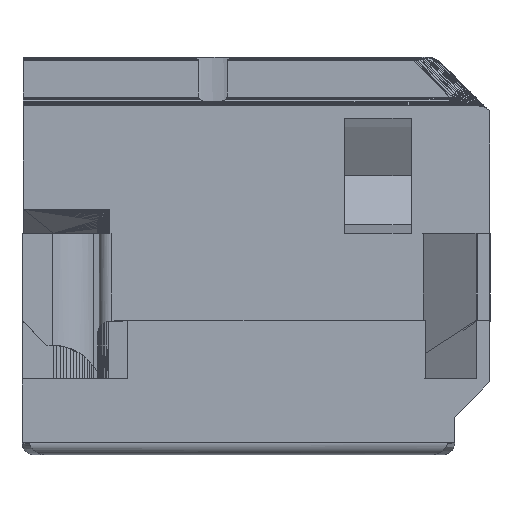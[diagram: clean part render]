
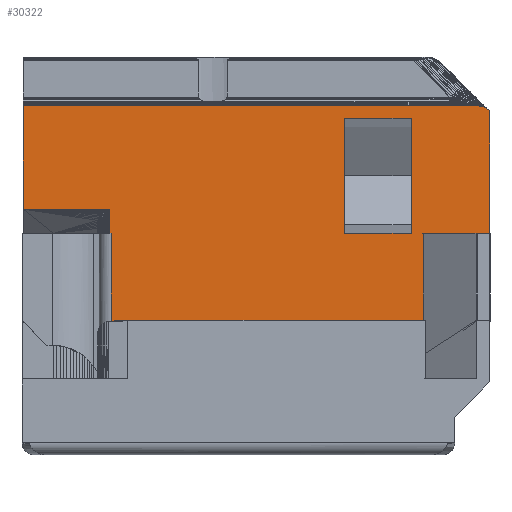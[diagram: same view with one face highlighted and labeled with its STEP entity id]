
A CAD part, front view. The second image highlights one B-rep face of the part: STEP entity #30322.
In plain terms, the highlighted planar face has unit normal (0, -1, 0).
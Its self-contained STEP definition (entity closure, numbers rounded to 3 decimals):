
#35=FACE_BOUND('',#2675,.T.);
#222=FACE_OUTER_BOUND('',#2674,.T.);
#2674=EDGE_LOOP('',(#19672,#19673,#19674,#19675,#19676,#19677,#19678,#19679,
#19680,#19681,#19682,#19683,#19684,#19685,#19686,#19687,#19688,#19689,#19690,
#19691,#19692));
#2675=EDGE_LOOP('',(#19693,#19694,#19695,#19696));
#5147=LINE('',#44487,#9275);
#5171=LINE('',#44566,#9299);
#5179=LINE('',#44588,#9307);
#5247=LINE('',#44733,#9375);
#5252=LINE('',#44744,#9380);
#5253=LINE('',#44746,#9381);
#5254=LINE('',#44748,#9382);
#5255=LINE('',#44750,#9383);
#5256=LINE('',#44752,#9384);
#5257=LINE('',#44754,#9385);
#5258=LINE('',#44756,#9386);
#5259=LINE('',#44758,#9387);
#5260=LINE('',#44760,#9388);
#5261=LINE('',#44762,#9389);
#5262=LINE('',#44764,#9390);
#5263=LINE('',#44766,#9391);
#5264=LINE('',#44768,#9392);
#5265=LINE('',#44770,#9393);
#5266=LINE('',#44771,#9394);
#5267=LINE('',#44773,#9395);
#5268=LINE('',#44774,#9396);
#5269=LINE('',#44777,#9397);
#5270=LINE('',#44779,#9398);
#5271=LINE('',#44781,#9399);
#5272=LINE('',#44782,#9400);
#9275=VECTOR('',#35344,10.);
#9299=VECTOR('',#35406,10.);
#9307=VECTOR('',#35420,10.);
#9375=VECTOR('',#35520,10.);
#9380=VECTOR('',#35533,10.);
#9381=VECTOR('',#35534,10.);
#9382=VECTOR('',#35535,10.);
#9383=VECTOR('',#35536,10.);
#9384=VECTOR('',#35537,10.);
#9385=VECTOR('',#35538,10.);
#9386=VECTOR('',#35539,10.);
#9387=VECTOR('',#35540,10.);
#9388=VECTOR('',#35541,10.);
#9389=VECTOR('',#35542,10.);
#9390=VECTOR('',#35543,10.);
#9391=VECTOR('',#35544,10.);
#9392=VECTOR('',#35545,10.);
#9393=VECTOR('',#35546,10.);
#9394=VECTOR('',#35547,10.);
#9395=VECTOR('',#35548,10.);
#9396=VECTOR('',#35549,10.);
#9397=VECTOR('',#35550,10.);
#9398=VECTOR('',#35551,10.);
#9399=VECTOR('',#35552,10.);
#9400=VECTOR('',#35553,10.);
#13392=VERTEX_POINT('',#44485);
#13393=VERTEX_POINT('',#44486);
#13413=VERTEX_POINT('',#44565);
#13423=VERTEX_POINT('',#44585);
#13424=VERTEX_POINT('',#44587);
#13480=VERTEX_POINT('',#44730);
#13481=VERTEX_POINT('',#44732);
#13484=VERTEX_POINT('',#44745);
#13485=VERTEX_POINT('',#44747);
#13486=VERTEX_POINT('',#44749);
#13487=VERTEX_POINT('',#44751);
#13488=VERTEX_POINT('',#44753);
#13489=VERTEX_POINT('',#44755);
#13490=VERTEX_POINT('',#44757);
#13491=VERTEX_POINT('',#44759);
#13492=VERTEX_POINT('',#44761);
#13493=VERTEX_POINT('',#44763);
#13494=VERTEX_POINT('',#44765);
#13495=VERTEX_POINT('',#44767);
#13496=VERTEX_POINT('',#44769);
#13497=VERTEX_POINT('',#44772);
#13498=VERTEX_POINT('',#44775);
#13499=VERTEX_POINT('',#44776);
#13500=VERTEX_POINT('',#44778);
#13501=VERTEX_POINT('',#44780);
#15201=EDGE_CURVE('',#13392,#13393,#5147,.T.);
#15236=EDGE_CURVE('',#13393,#13413,#5171,.T.);
#15247=EDGE_CURVE('',#13423,#13424,#5179,.T.);
#15319=EDGE_CURVE('',#13481,#13480,#5247,.T.);
#15325=EDGE_CURVE('',#13480,#13413,#5252,.T.);
#15326=EDGE_CURVE('',#13392,#13484,#5253,.T.);
#15327=EDGE_CURVE('',#13484,#13485,#5254,.T.);
#15328=EDGE_CURVE('',#13485,#13486,#5255,.T.);
#15329=EDGE_CURVE('',#13486,#13487,#5256,.T.);
#15330=EDGE_CURVE('',#13488,#13487,#5257,.T.);
#15331=EDGE_CURVE('',#13489,#13488,#5258,.T.);
#15332=EDGE_CURVE('',#13490,#13489,#5259,.T.);
#15333=EDGE_CURVE('',#13491,#13490,#5260,.T.);
#15334=EDGE_CURVE('',#13492,#13491,#5261,.T.);
#15335=EDGE_CURVE('',#13493,#13492,#5262,.T.);
#15336=EDGE_CURVE('',#13493,#13494,#5263,.T.);
#15337=EDGE_CURVE('',#13495,#13494,#5264,.T.);
#15338=EDGE_CURVE('',#13495,#13496,#5265,.T.);
#15339=EDGE_CURVE('',#13496,#13424,#5266,.T.);
#15340=EDGE_CURVE('',#13497,#13423,#5267,.T.);
#15341=EDGE_CURVE('',#13481,#13497,#5268,.T.);
#15342=EDGE_CURVE('',#13498,#13499,#5269,.T.);
#15343=EDGE_CURVE('',#13499,#13500,#5270,.T.);
#15344=EDGE_CURVE('',#13500,#13501,#5271,.T.);
#15345=EDGE_CURVE('',#13498,#13501,#5272,.T.);
#19672=ORIENTED_EDGE('',*,*,#15319,.T.);
#19673=ORIENTED_EDGE('',*,*,#15325,.T.);
#19674=ORIENTED_EDGE('',*,*,#15236,.F.);
#19675=ORIENTED_EDGE('',*,*,#15201,.F.);
#19676=ORIENTED_EDGE('',*,*,#15326,.T.);
#19677=ORIENTED_EDGE('',*,*,#15327,.T.);
#19678=ORIENTED_EDGE('',*,*,#15328,.T.);
#19679=ORIENTED_EDGE('',*,*,#15329,.T.);
#19680=ORIENTED_EDGE('',*,*,#15330,.F.);
#19681=ORIENTED_EDGE('',*,*,#15331,.F.);
#19682=ORIENTED_EDGE('',*,*,#15332,.F.);
#19683=ORIENTED_EDGE('',*,*,#15333,.F.);
#19684=ORIENTED_EDGE('',*,*,#15334,.F.);
#19685=ORIENTED_EDGE('',*,*,#15335,.F.);
#19686=ORIENTED_EDGE('',*,*,#15336,.T.);
#19687=ORIENTED_EDGE('',*,*,#15337,.F.);
#19688=ORIENTED_EDGE('',*,*,#15338,.T.);
#19689=ORIENTED_EDGE('',*,*,#15339,.T.);
#19690=ORIENTED_EDGE('',*,*,#15247,.F.);
#19691=ORIENTED_EDGE('',*,*,#15340,.F.);
#19692=ORIENTED_EDGE('',*,*,#15341,.F.);
#19693=ORIENTED_EDGE('',*,*,#15342,.T.);
#19694=ORIENTED_EDGE('',*,*,#15343,.T.);
#19695=ORIENTED_EDGE('',*,*,#15344,.T.);
#19696=ORIENTED_EDGE('',*,*,#15345,.F.);
#27900=PLANE('',#32808);
#30322=ADVANCED_FACE('',(#222,#35),#27900,.T.);
#32808=AXIS2_PLACEMENT_3D('',#44743,#35531,#35532);
#35344=DIRECTION('',(-1.,0.,0.));
#35406=DIRECTION('',(-1.,0.,0.));
#35420=DIRECTION('',(-1.,0.,0.));
#35520=DIRECTION('',(1.,0.,0.));
#35531=DIRECTION('center_axis',(0.,-1.,0.));
#35532=DIRECTION('ref_axis',(1.,0.,0.));
#35533=DIRECTION('',(0.,0.,1.));
#35534=DIRECTION('',(1.,0.,0.));
#35535=DIRECTION('',(0.,0.,1.));
#35536=DIRECTION('',(-0.707,0.,0.707));
#35537=DIRECTION('',(-0.746,0.,0.666));
#35538=DIRECTION('',(0.816,0.,-0.579));
#35539=DIRECTION('',(0.875,0.,-0.484));
#35540=DIRECTION('',(0.924,0.,-0.383));
#35541=DIRECTION('',(0.961,0.,-0.277));
#35542=DIRECTION('',(0.986,0.,-0.168));
#35543=DIRECTION('',(0.998,0.,-0.056));
#35544=DIRECTION('',(-1.,0.,0.));
#35545=DIRECTION('',(0.,0.,1.));
#35546=DIRECTION('',(1.,0.,0.));
#35547=DIRECTION('',(0.,0.,-1.));
#35548=DIRECTION('',(-1.,0.,0.));
#35549=DIRECTION('',(0.,0.,1.));
#35550=DIRECTION('',(0.,0.,1.));
#35551=DIRECTION('',(1.,0.,0.));
#35552=DIRECTION('',(0.,0.,-1.));
#35553=DIRECTION('',(1.,0.,0.));
#44485=CARTESIAN_POINT('',(13.184,61.,15.25));
#44486=CARTESIAN_POINT('',(13.009,61.,15.25));
#44487=CARTESIAN_POINT('',(-11.051,61.,15.25));
#44565=CARTESIAN_POINT('',(8.74,61.,15.25));
#44566=CARTESIAN_POINT('',(-11.051,61.,15.25));
#44585=CARTESIAN_POINT('',(-16.998,61.,15.25));
#44587=CARTESIAN_POINT('',(-17.101,61.,15.25));
#44588=CARTESIAN_POINT('',(-11.051,61.,15.25));
#44730=CARTESIAN_POINT('',(8.74,61.,8.008));
#44732=CARTESIAN_POINT('',(-16.995,61.,8.008));
#44733=CARTESIAN_POINT('',(-10.962,61.,8.008));
#44743=CARTESIAN_POINT('Origin',(-16.995,61.,3.25));
#44744=CARTESIAN_POINT('',(8.74,61.,3.25));
#44745=CARTESIAN_POINT('',(14.25,61.,15.25));
#44746=CARTESIAN_POINT('',(8.74,61.,15.25));
#44747=CARTESIAN_POINT('',(14.25,61.,25.28));
#44748=CARTESIAN_POINT('',(14.25,61.,3.));
#44749=CARTESIAN_POINT('',(14.189,61.,25.341));
#44750=CARTESIAN_POINT('',(14.25,61.,25.28));
#44751=CARTESIAN_POINT('',(14.064,61.,25.453));
#44752=CARTESIAN_POINT('',(14.189,61.,25.341));
#44753=CARTESIAN_POINT('',(13.927,61.,25.55));
#44754=CARTESIAN_POINT('',(13.927,61.,25.55));
#44755=CARTESIAN_POINT('',(13.78,61.,25.631));
#44756=CARTESIAN_POINT('',(13.78,61.,25.631));
#44757=CARTESIAN_POINT('',(13.624,61.,25.696));
#44758=CARTESIAN_POINT('',(13.624,61.,25.696));
#44759=CARTESIAN_POINT('',(13.462,61.,25.742));
#44760=CARTESIAN_POINT('',(13.462,61.,25.742));
#44761=CARTESIAN_POINT('',(13.297,61.,25.771));
#44762=CARTESIAN_POINT('',(13.297,61.,25.771));
#44763=CARTESIAN_POINT('',(13.129,61.,25.78));
#44764=CARTESIAN_POINT('',(13.129,61.,25.78));
#44765=CARTESIAN_POINT('',(-24.25,61.,25.78));
#44766=CARTESIAN_POINT('',(13.129,61.,25.78));
#44767=CARTESIAN_POINT('',(-24.25,61.,17.25));
#44768=CARTESIAN_POINT('',(-24.25,61.,17.25));
#44769=CARTESIAN_POINT('',(-17.101,61.,17.25));
#44770=CARTESIAN_POINT('',(-24.25,61.,17.25));
#44771=CARTESIAN_POINT('',(-17.101,61.,17.25));
#44772=CARTESIAN_POINT('',(-16.995,61.,15.25));
#44773=CARTESIAN_POINT('',(-11.051,61.,15.25));
#44774=CARTESIAN_POINT('',(-16.995,61.,3.25));
#44775=CARTESIAN_POINT('',(2.25,61.,15.25));
#44776=CARTESIAN_POINT('',(2.25,61.,24.75));
#44777=CARTESIAN_POINT('',(2.25,61.,15.25));
#44778=CARTESIAN_POINT('',(7.75,61.,24.75));
#44779=CARTESIAN_POINT('',(2.25,61.,24.75));
#44780=CARTESIAN_POINT('',(7.75,61.,15.25));
#44781=CARTESIAN_POINT('',(7.75,61.,24.75));
#44782=CARTESIAN_POINT('',(-16.995,61.,15.25));
